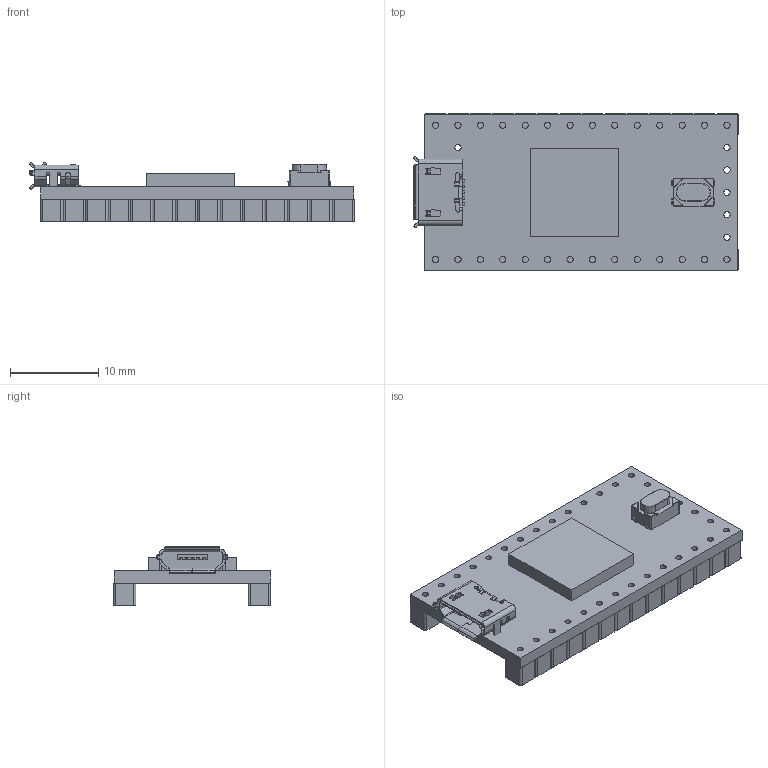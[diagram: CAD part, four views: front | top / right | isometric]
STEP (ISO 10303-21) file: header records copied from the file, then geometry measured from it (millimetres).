
FILE_DESCRIPTION(/* description */ (''),/* implementation_level */ '2;1');
FILE_NAME(/* name */ 'Teensy_4.0_Assembly_step.stp',/* time_stamp */ '2020-12-06T09:41:49+01:00',/* author */ (''),/* organization */ (''),/* preprocessor_version */ 'ST-DEVELOPER v16.7',/* originating_system */ 'SIEMENS PLM Software NX 1919',/* authorisation */ '');
FILE_SCHEMA (('AP203_CONFIGURATION_CONTROLLED_3D_DESIGN_OF_MECHANICAL_PARTS_AND_ASSEMBLIES_MIM_LF { 1 0 10303 403 2 1 2}'));
Length unit declared in the file: millimetre
Products named in the file (1): Teensy_4.0_Assembly_step
Bounding box: 36.81 x 17.78 x 6.62 mm (x, y, z)
Volume: 1536.8 mm3; surface area: 2904.1 mm2
Topology: 12 solids, 12 shells, 829 faces, 2405 edges, 1588 vertices
Faces by surface type: plane 455, cylinder 356, torus 12, bspline 6
Full cylindrical faces by diameter (mm): 0.7 x34
Entity records: 33402 total; most frequent: CARTESIAN_POINT 4957, ORIENTED_EDGE 4742, DIRECTION 4715, EDGE_CURVE 2371, LINE 1623, VECTOR 1623, VERTEX_POINT 1588, AXIS2_PLACEMENT_3D 1546
